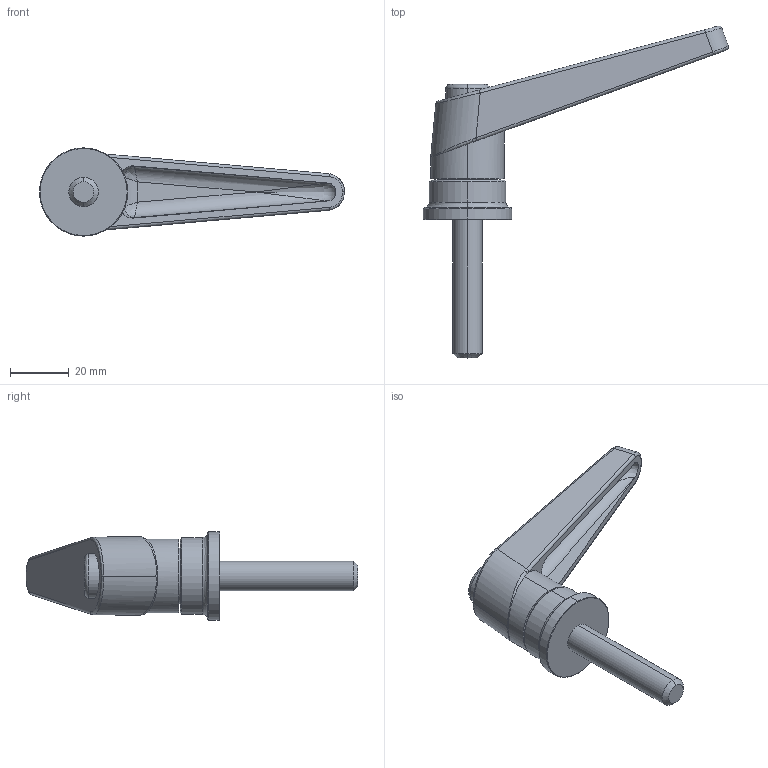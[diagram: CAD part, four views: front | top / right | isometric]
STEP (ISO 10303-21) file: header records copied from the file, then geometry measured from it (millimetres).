
FILE_DESCRIPTION(('STEP AP214'),'1');
FILE_NAME('HALDERN_EH_24420_1250.stp','2014-05-22T13:25:59',('TraceParts'),('TraceParts S.A.'),'XStep 1.0',' ',' ');
FILE_SCHEMA(('automotive_design'));
Length unit declared in the file: millimetre
Products named in the file (2): EH_24420_1250|EH_24420_1250-01;Imported1; EH_24420_1250|EH_24420_1250-02;Imported1
Bounding box: 103.72 x 112.86 x 30 mm (x, y, z)
Volume: 38061.4 mm3; surface area: 15129.1 mm2
Topology: 2 solids, 2 shells, 87 faces, 201 edges, 121 vertices
Faces by surface type: cylinder 34, plane 25, bspline 20, cone 8
Entity records: 6455 total; most frequent: CARTESIAN_POINT 2331, STYLED_ITEM 408, PRESENTATION_STYLE_ASSIGNMENT 408, COLOUR_RGB 408, ORIENTED_EDGE 396, DIRECTION 331, EDGE_CURVE 198, CURVE_STYLE 198
